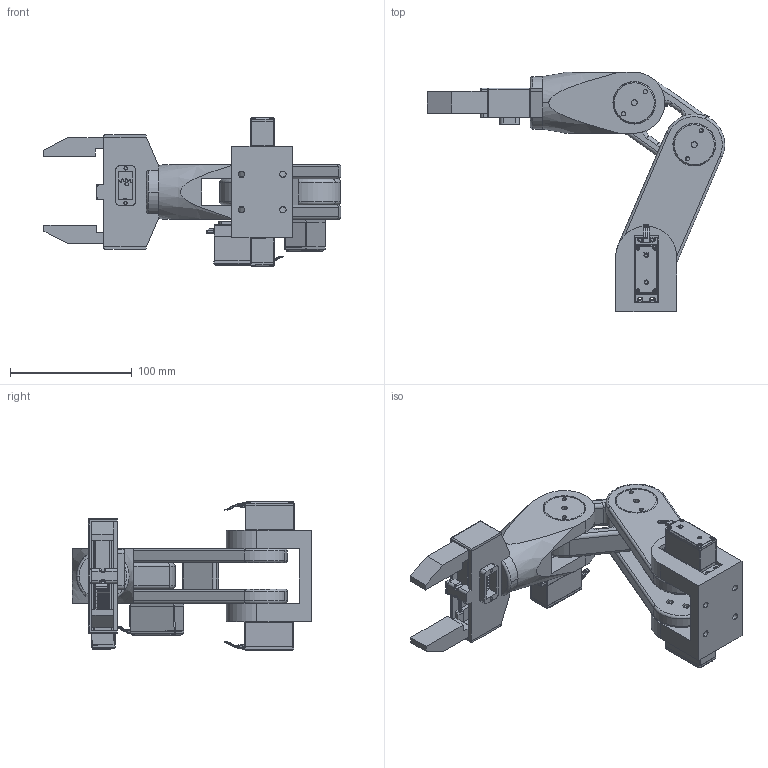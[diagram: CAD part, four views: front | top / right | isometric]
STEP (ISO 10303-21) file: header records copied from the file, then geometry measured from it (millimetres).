
FILE_DESCRIPTION (( 'STEP AP214' ), '1' );
FILE_NAME ('BRAZO ENSAMBLAJE V2.STEP', '2024-05-01T03:34:03', ( '' ), ( '' ), 'SwSTEP 2.0', 'SolidWorks 2022', '' );
FILE_SCHEMA (( 'AUTOMOTIVE_DESIGN' ));
Length unit declared in the file: millimetre
Products named in the file (14): tapa eje balero brazo v2_Predeterminado; E5_Predeterminado; E2_Predeterminado; ensamblaje pinza v1_Predeterminado; E3_Predeterminado; BRAZO ENSAMBLAJE V2; sujeta pinza brazo v2_Predeterminado; E4_Predeterminado; Servo HS425BB.step; brazo pieza 2 v2_Predeterminado; brazo pieza 1 v2_Predeterminado; brazo pieza 3 v2_Predeterminado; engranaje v1_Predeterminado; base brazo v2_Predeterminado
Assembly tree (17 placements, depth 3):
  BRAZO ENSAMBLAJE V2
    base brazo v2_Predeterminado
    brazo pieza 1 v2_Predeterminado
    brazo pieza 2 v2_Predeterminado
    tapa eje balero brazo v2_Predeterminado  x2
    brazo pieza 3 v2_Predeterminado
    ensamblaje pinza v1_Predeterminado
      E4_Predeterminado
      E2_Predeterminado
      E3_Predeterminado
      E5_Predeterminado
      engranaje v1_Predeterminado
    sujeta pinza brazo v2_Predeterminado
    Servo HS425BB.step  x4
Bounding box: 243.88 x 196.29 x 122.91 mm (x, y, z)
Volume: 591855.4 mm3; surface area: 197350.8 mm2
Topology: 16 solids, 16 shells, 4526 faces, 12064 edges, 7701 vertices
Faces by surface type: cylinder 1691, plane 1428, bspline 742, torus 463, cone 126, sphere 76
Entity records: 70344 total; most frequent: CARTESIAN_POINT 19066, ORIENTED_EDGE 9806, DIRECTION 9288, EDGE_CURVE 4903, AXIS2_PLACEMENT_3D 3316, VERTEX_POINT 3181, LINE 2656, VECTOR 2656
